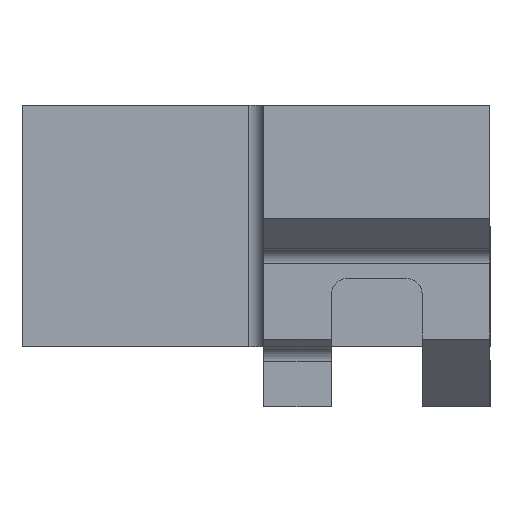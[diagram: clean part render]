
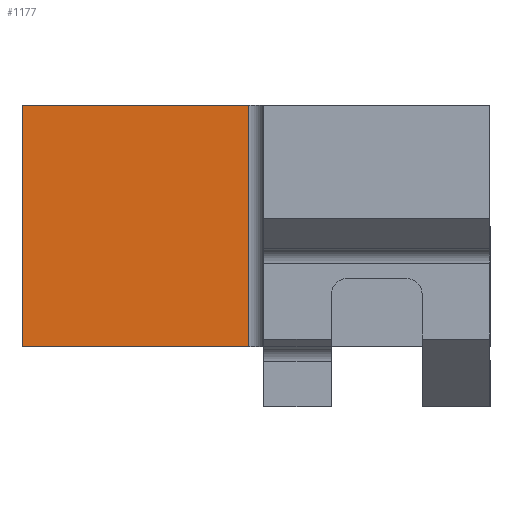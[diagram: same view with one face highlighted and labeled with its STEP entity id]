
A CAD part, left-side view. The second image highlights one B-rep face of the part: STEP entity #1177.
In plain terms, the highlighted planar face has unit normal (-1, 0, 0).
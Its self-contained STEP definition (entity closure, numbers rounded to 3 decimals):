
#106 = VECTOR ( 'NONE', #488, 1000. ) ;
#251 = DIRECTION ( 'NONE',  ( -1., 0., 0. ) ) ;
#326 = VECTOR ( 'NONE', #2910, 1000. ) ;
#333 = PLANE ( 'NONE',  #356 ) ;
#343 = CARTESIAN_POINT ( 'NONE',  ( -40., 30., 40. ) ) ;
#356 = AXIS2_PLACEMENT_3D ( 'NONE', #2747, #251, #2757 ) ;
#375 = EDGE_CURVE ( 'NONE', #3554, #3360, #1615, .T. ) ;
#431 = CARTESIAN_POINT ( 'NONE',  ( -40., 62., 40. ) ) ;
#488 = DIRECTION ( 'NONE',  ( 0., 1., 0. ) ) ;
#582 = ORIENTED_EDGE ( 'NONE', *, *, #1282, .F. ) ;
#652 = DIRECTION ( 'NONE',  ( 0., -1., 0. ) ) ;
#667 = LINE ( 'NONE', #1024, #106 ) ;
#758 = LINE ( 'NONE', #343, #2960 ) ;
#1012 = EDGE_LOOP ( 'NONE', ( #582, #3510, #3465, #2360 ) ) ;
#1024 = CARTESIAN_POINT ( 'NONE',  ( -40., 20.566, 8. ) ) ;
#1177 = ADVANCED_FACE ( 'NONE', ( #1425 ), #333, .T. ) ;
#1203 = DIRECTION ( 'NONE',  ( 0., 0., -1. ) ) ;
#1282 = EDGE_CURVE ( 'NONE', #2672, #3554, #758, .T. ) ;
#1425 = FACE_OUTER_BOUND ( 'NONE', #1012, .T. ) ;
#1444 = EDGE_CURVE ( 'NONE', #2672, #3446, #3219, .T. ) ;
#1476 = CARTESIAN_POINT ( 'NONE',  ( -40., 62., 8. ) ) ;
#1570 = EDGE_CURVE ( 'NONE', #3360, #3446, #667, .T. ) ;
#1615 = LINE ( 'NONE', #2084, #2790 ) ;
#2084 = CARTESIAN_POINT ( 'NONE',  ( -40., 32., 8. ) ) ;
#2161 = CARTESIAN_POINT ( 'NONE',  ( -40., 62., 40. ) ) ;
#2360 = ORIENTED_EDGE ( 'NONE', *, *, #375, .F. ) ;
#2539 = CARTESIAN_POINT ( 'NONE',  ( -40., 32., 8. ) ) ;
#2672 = VERTEX_POINT ( 'NONE', #2161 ) ;
#2747 = CARTESIAN_POINT ( 'NONE',  ( -40., 30., 40. ) ) ;
#2757 = DIRECTION ( 'NONE',  ( 0., 0., -1. ) ) ;
#2790 = VECTOR ( 'NONE', #1203, 1000. ) ;
#2910 = DIRECTION ( 'NONE',  ( 0., 0., -1. ) ) ;
#2960 = VECTOR ( 'NONE', #652, 1000. ) ;
#3195 = CARTESIAN_POINT ( 'NONE',  ( -40., 32., 40. ) ) ;
#3219 = LINE ( 'NONE', #431, #326 ) ;
#3360 = VERTEX_POINT ( 'NONE', #2539 ) ;
#3446 = VERTEX_POINT ( 'NONE', #1476 ) ;
#3465 = ORIENTED_EDGE ( 'NONE', *, *, #1570, .F. ) ;
#3510 = ORIENTED_EDGE ( 'NONE', *, *, #1444, .T. ) ;
#3554 = VERTEX_POINT ( 'NONE', #3195 ) ;
